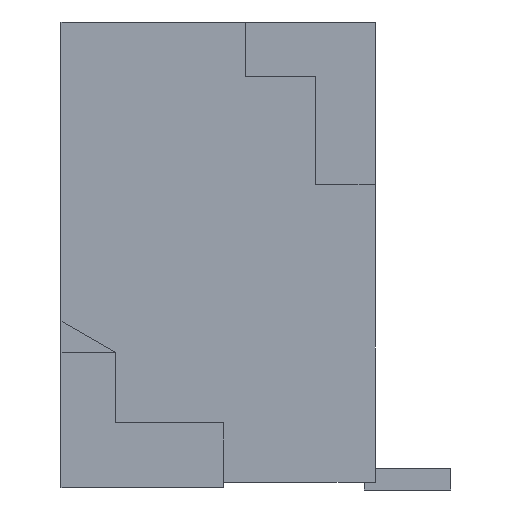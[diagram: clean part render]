
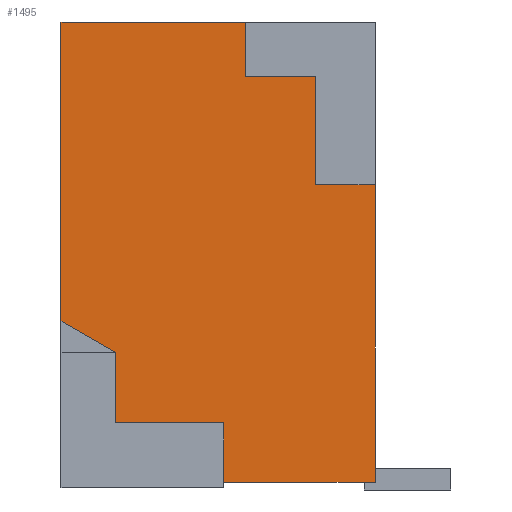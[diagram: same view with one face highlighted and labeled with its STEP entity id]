
A CAD part, left-side view. The second image highlights one B-rep face of the part: STEP entity #1495.
In plain terms, the highlighted planar face has unit normal (-1, 0, 0).
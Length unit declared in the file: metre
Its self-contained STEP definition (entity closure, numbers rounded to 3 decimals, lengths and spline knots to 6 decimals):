
#751 = EDGE_CURVE( '', #2165, #2166, #2167, .T. );
#767 = EDGE_CURVE( '', #2179, #2193, #2194, .T. );
#817 = EDGE_CURVE( '', #2165, #2276, #2277, .T. );
#847 = EDGE_CURVE( '', #2329, #2330, #2331, .T. );
#985 = EDGE_CURVE( '', #2276, #2330, #2561, .T. );
#1217 = EDGE_CURVE( '', #2166, #2179, #2905, .T. );
#1335 = EDGE_CURVE( '', #3066, #2480, #3067, .T. );
#1495 = ADVANCED_FACE( '', ( #3267 ), #3268, .F. );
#1621 = EDGE_CURVE( '', #3424, #3388, #3425, .T. );
#1667 = EDGE_CURVE( '', #3388, #3066, #3475, .T. );
#1785 = EDGE_CURVE( '', #2193, #3632, #3633, .T. );
#1881 = EDGE_CURVE( '', #2480, #2329, #3743, .T. );
#1997 = EDGE_CURVE( '', #3632, #3424, #3880, .T. );
#2165 = VERTEX_POINT( '', #4089 );
#2166 = VERTEX_POINT( '', #4090 );
#2167 = LINE( '', #4091, #4092 );
#2179 = VERTEX_POINT( '', #4109 );
#2193 = VERTEX_POINT( '', #4131 );
#2194 = LINE( '', #4132, #4133 );
#2276 = VERTEX_POINT( '', #4244 );
#2277 = LINE( '', #4245, #4246 );
#2329 = VERTEX_POINT( '', #4323 );
#2330 = VERTEX_POINT( '', #4324 );
#2331 = LINE( '', #4325, #4326 );
#2480 = VERTEX_POINT( '', #4544 );
#2561 = LINE( '', #4667, #4668 );
#2905 = LINE( '', #5189, #5190 );
#3066 = VERTEX_POINT( '', #5426 );
#3067 = LINE( '', #5427, #5428 );
#3267 = FACE_OUTER_BOUND( '', #5744, .T. );
#3268 = PLANE( '', #5745 );
#3388 = VERTEX_POINT( '', #5934 );
#3424 = VERTEX_POINT( '', #5992 );
#3425 = LINE( '', #5993, #5994 );
#3475 = LINE( '', #6081, #6082 );
#3632 = VERTEX_POINT( '', #6314 );
#3633 = LINE( '', #6315, #6316 );
#3743 = LINE( '', #6495, #6496 );
#3880 = LINE( '', #6708, #6709 );
#4089 = CARTESIAN_POINT( '', ( -0.007, 0.00144, 0.00154 ) );
#4090 = CARTESIAN_POINT( '', ( -0.007, 0.00094, 0.001251 ) );
#4091 = CARTESIAN_POINT( '', ( -0.007, 0.00094, 0.001251 ) );
#4092 = VECTOR( '', #6861, 1. );
#4109 = CARTESIAN_POINT( '', ( -0.007, 0.00094, 0.000601 ) );
#4131 = CARTESIAN_POINT( '', ( -0.007, -0.00006, 0.000601 ) );
#4132 = CARTESIAN_POINT( '', ( -0.007, 0.00094, 0.000601 ) );
#4133 = VECTOR( '', #6879, 1. );
#4244 = CARTESIAN_POINT( '', ( -0.007, 0.00144, 0.004301 ) );
#4245 = CARTESIAN_POINT( '', ( -0.007, 0.00144, 0.000051 ) );
#4246 = VECTOR( '', #6978, 1. );
#4323 = CARTESIAN_POINT( '', ( -0.007, -0.00026, 0.003801 ) );
#4324 = CARTESIAN_POINT( '', ( -0.007, -0.00026, 0.004301 ) );
#4325 = CARTESIAN_POINT( '', ( -0.007, -0.00026, 0.004301 ) );
#4326 = VECTOR( '', #7007, 1. );
#4544 = CARTESIAN_POINT( '', ( -0.007, -0.00091, 0.003801 ) );
#4667 = CARTESIAN_POINT( '', ( -0.007, 0.00144, 0.004301 ) );
#4668 = VECTOR( '', #7189, 1. );
#5189 = CARTESIAN_POINT( '', ( -0.007, 0.00094, 0.000601 ) );
#5190 = VECTOR( '', #7570, 1. );
#5426 = CARTESIAN_POINT( '', ( -0.007, -0.00091, 0.002801 ) );
#5427 = CARTESIAN_POINT( '', ( -0.007, -0.00091, 0.003801 ) );
#5428 = VECTOR( '', #7838, 1. );
#5744 = EDGE_LOOP( '', ( #8072, #8073, #8074, #8075, #8076, #8077, #8078, #8079, #8080, #8081, #8082, #8083 ) );
#5745 = AXIS2_PLACEMENT_3D( '', #8084, #8085, #8086 );
#5934 = CARTESIAN_POINT( '', ( -0.007, -0.00146, 0.002801 ) );
#5992 = CARTESIAN_POINT( '', ( -0.007, -0.00146, 0.000051 ) );
#5993 = CARTESIAN_POINT( '', ( -0.007, -0.00146, 0.000051 ) );
#5994 = VECTOR( '', #8273, 1. );
#6081 = CARTESIAN_POINT( '', ( -0.007, -0.00091, 0.002801 ) );
#6082 = VECTOR( '', #8328, 1. );
#6314 = CARTESIAN_POINT( '', ( -0.007, -0.00006, 0.000051 ) );
#6315 = CARTESIAN_POINT( '', ( -0.007, -0.00006, 0.000601 ) );
#6316 = VECTOR( '', #8590, 1. );
#6495 = CARTESIAN_POINT( '', ( -0.007, -0.00026, 0.003801 ) );
#6496 = VECTOR( '', #8741, 1. );
#6708 = CARTESIAN_POINT( '', ( -0.007, 0.00144, 0.000051 ) );
#6709 = VECTOR( '', #8941, 1. );
#6861 = DIRECTION( '', ( 0., -0.866, -0.5 ) );
#6879 = DIRECTION( '', ( 0., -1., 0. ) );
#6978 = DIRECTION( '', ( 0., 0., 1. ) );
#7007 = DIRECTION( '', ( 0., 0., 1. ) );
#7189 = DIRECTION( '', ( 0., -1., 0. ) );
#7570 = DIRECTION( '', ( 0., 0., -1. ) );
#7838 = DIRECTION( '', ( 0., 0., 1. ) );
#8072 = ORIENTED_EDGE( '', *, *, #1785, .T. );
#8073 = ORIENTED_EDGE( '', *, *, #1997, .T. );
#8074 = ORIENTED_EDGE( '', *, *, #1621, .T. );
#8075 = ORIENTED_EDGE( '', *, *, #1667, .T. );
#8076 = ORIENTED_EDGE( '', *, *, #1335, .T. );
#8077 = ORIENTED_EDGE( '', *, *, #1881, .T. );
#8078 = ORIENTED_EDGE( '', *, *, #847, .T. );
#8079 = ORIENTED_EDGE( '', *, *, #985, .F. );
#8080 = ORIENTED_EDGE( '', *, *, #817, .F. );
#8081 = ORIENTED_EDGE( '', *, *, #751, .T. );
#8082 = ORIENTED_EDGE( '', *, *, #1217, .T. );
#8083 = ORIENTED_EDGE( '', *, *, #767, .T. );
#8084 = CARTESIAN_POINT( '', ( -0.007, 0.00144, 0.000051 ) );
#8085 = DIRECTION( '', ( 1., 0., 0. ) );
#8086 = DIRECTION( '', ( 0., 1., 0. ) );
#8273 = DIRECTION( '', ( 0., 0., 1. ) );
#8328 = DIRECTION( '', ( 0., 1., 0. ) );
#8590 = DIRECTION( '', ( 0., 0., -1. ) );
#8741 = DIRECTION( '', ( 0., 1., 0. ) );
#8941 = DIRECTION( '', ( 0., -1., 0. ) );
